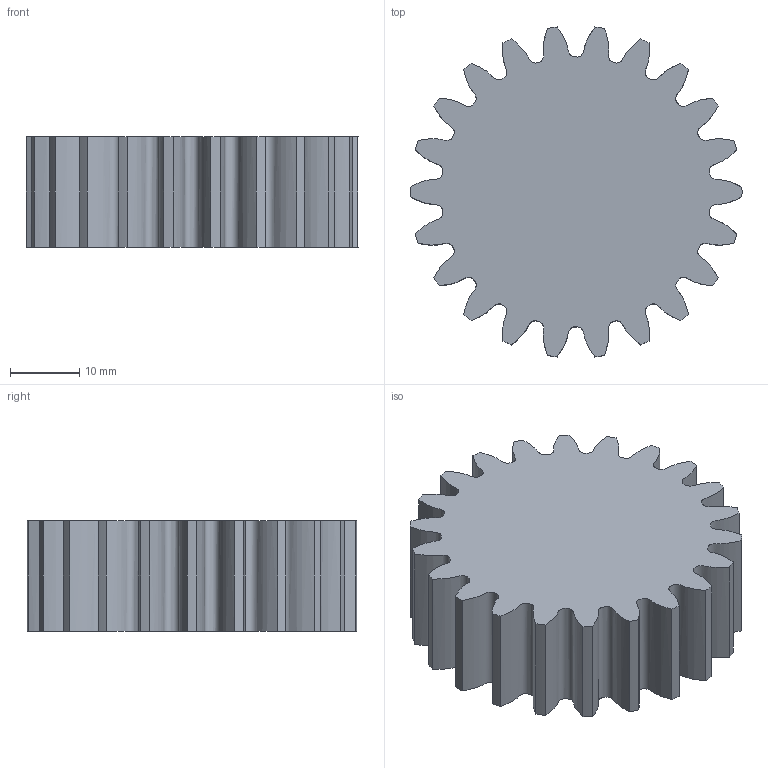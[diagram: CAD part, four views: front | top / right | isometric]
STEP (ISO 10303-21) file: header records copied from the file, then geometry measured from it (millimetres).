
FILE_DESCRIPTION(/* description */ (''),/* implementation_level */ '2;1');
FILE_NAME(/* name */ '',/* time_stamp */ '2025-12-13T14:31:04+03:00',/* author */ ('I9232'),/* organization */ (''),/* preprocessor_version */ 'ST-DEVELOPER v19.2',/* originating_system */ 'Autodesk Inventor 2023',/* authorisation */ '');
FILE_SCHEMA (('AUTOMOTIVE_DESIGN { 1 0 10303 214 3 1 1 }'));
Length unit declared in the file: millimetre
Products named in the file (1): Деталь6
Bounding box: 48 x 47.69 x 16 mm (x, y, z)
Volume: 24198 mm3; surface area: 7313.4 mm2
Topology: 1 solids, 1 shells, 46 faces, 134 edges, 92 vertices
Faces by surface type: bspline 22, cylinder 22, plane 2
Entity records: 7454 total; most frequent: CARTESIAN_POINT 6294, ORIENTED_EDGE 264, DIRECTION 184, EDGE_CURVE 132, VERTEX_POINT 88, AXIS2_PLACEMENT_3D 70, FACE_OUTER_BOUND 46, EDGE_LOOP 46
